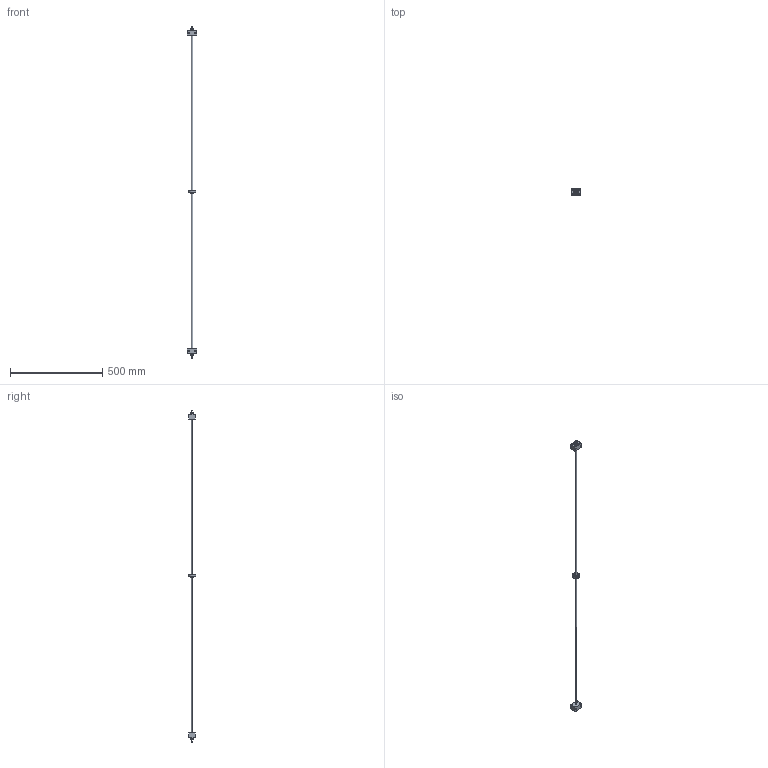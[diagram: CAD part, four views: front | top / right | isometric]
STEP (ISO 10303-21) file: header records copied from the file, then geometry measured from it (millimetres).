
FILE_DESCRIPTION (( 'STEP AP203' ), '1' );
FILE_NAME ('H34625064-414d-428a-913f-5dee2a7d08e5.step', '2015-07-20T13:27:40', ( 'dsemanik' ), ( 'Microsoft' ), 'SwSTEP 2.0', 'SolidWorks 2013', '' );
FILE_SCHEMA (( 'CONFIG_CONTROL_DESIGN' ));
Length unit declared in the file: inch
Products named in the file (13): EndCode1_7-EK; Spacer2; BasePoint; EndCode2_7-EK; Screw_900-RA; Nut_20900; Place Holder; Flange_72001; EndMachining_7-3K; H34625064-414d-428a-913f-5dee2a7d08e5; EZM_EZM-1007; LockNut(1)_N-00.7; Spacer
Assembly tree (15 placements, depth 3):
  BasePoint
  H34625064-414d-428a-913f-5dee2a7d08e5
    Screw_900-RA
    EndCode1_7-EK
      Place Holder
      EndMachining_7-3K
      EZM_EZM-1007
      LockNut(1)_N-00.7
      Spacer
    EndCode2_7-EK
      Place Holder
      EndMachining_7-3K
      EZM_EZM-1007
      LockNut(1)_N-00.7
      Spacer2
    Nut_20900
    Flange_72001
Bounding box: 50.8 x 42 x 1799.55 mm (x, y, z)
Volume: 236520.9 mm3; surface area: 89503.4 mm2
Topology: 15 solids, 15 shells, 227 faces, 568 edges, 368 vertices
Faces by surface type: cylinder 116, plane 69, cone 30, torus 12
Entity records: 6282 total; most frequent: CARTESIAN_POINT 1429, DIRECTION 754, ORIENTED_EDGE 668, EDGE_CURVE 334, AXIS2_PLACEMENT_3D 315, VERTEX_POINT 216, EDGE_LOOP 176, CIRCLE 158
